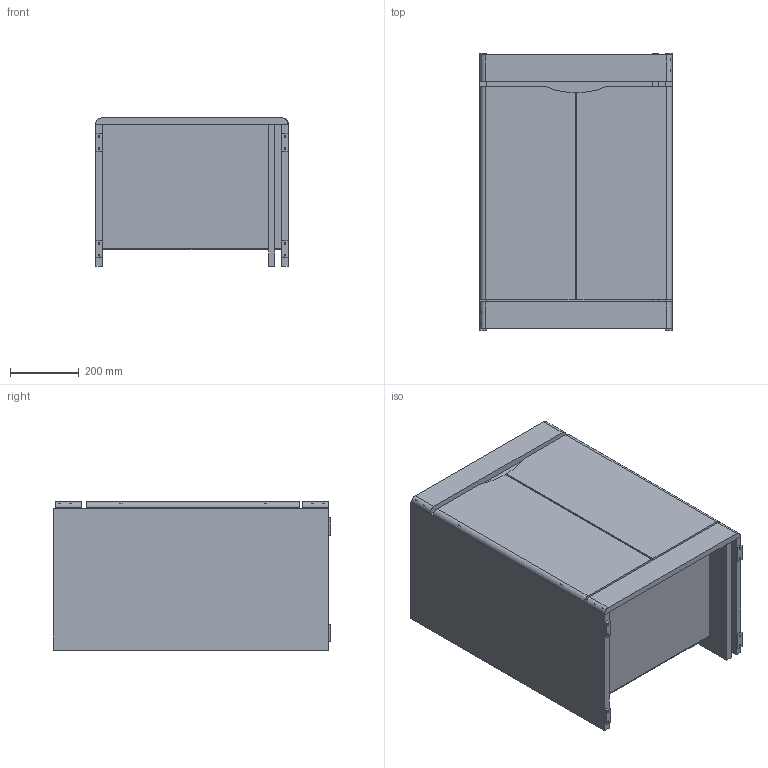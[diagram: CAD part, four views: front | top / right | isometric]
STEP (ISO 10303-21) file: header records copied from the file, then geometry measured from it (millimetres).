
FILE_DESCRIPTION (( 'STEP AP214' ), '1' );
FILE_NAME ('700301 & 700501 & 700901_v10211.STEP', '2021-02-11T11:18:19', ( '' ), ( '' ), 'SwSTEP 2.0', 'SolidWorks 2019', '' );
FILE_SCHEMA (( 'AUTOMOTIVE_DESIGN' ));
Length unit declared in the file: millimetre
Products named in the file (11): Right Side Panel50_v20220; Left Door_v10918; Wooden Bracket_v10918; Back Board_v10918; Base Panel_v10918; 700301 & 700501 & 700901_v10211; Feet_v10918; Right Door_v10918; T&B Front Panels_v10918; Shelf_v10918; Left Side Panel50_v20220
Assembly tree (15 placements, depth 2):
  700301 & 700501 & 700901_v10211
    Base Panel_v10918
    Left Side Panel50_v20220
    Right Side Panel50_v20220
    Feet_v10918  x4
    Back Board_v10918
    T&B Front Panels_v10918  x2
    Shelf_v10918
    Wooden Bracket_v10918  x2
    Left Door_v10918
    Right Door_v10918
Bounding box: 558.4 x 806 x 430.5 mm (x, y, z)
Volume: 37382840.9 mm3; surface area: 4967127 mm2
Topology: 17 solids, 17 shells, 554 faces, 1158 edges, 771 vertices
Faces by surface type: cylinder 310, plane 244
Entity records: 13708 total; most frequent: DIRECTION 2576, CARTESIAN_POINT 2183, ORIENTED_EDGE 2016, AXIS2_PLACEMENT_3D 1064, EDGE_CURVE 1008, VERTEX_POINT 671, EDGE_LOOP 631, CIRCLE 560
